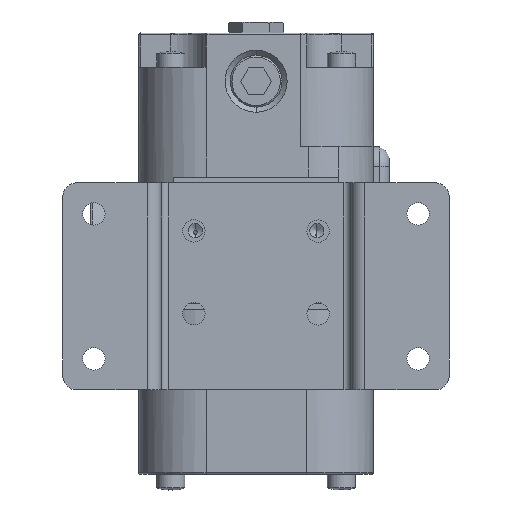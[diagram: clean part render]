
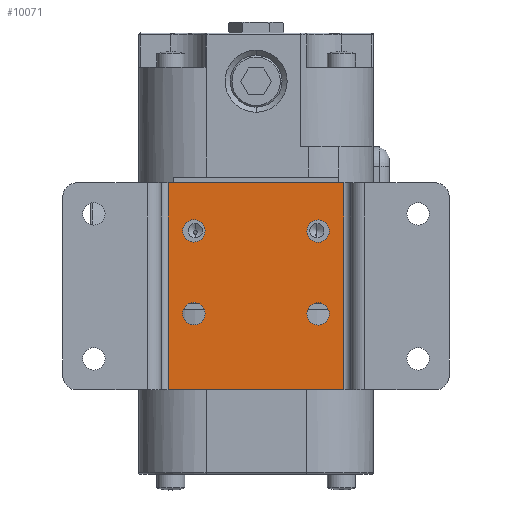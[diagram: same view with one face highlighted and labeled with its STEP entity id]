
A CAD part, front view. The second image highlights one B-rep face of the part: STEP entity #10071.
In plain terms, the highlighted planar face has unit normal (0, -1, 0).
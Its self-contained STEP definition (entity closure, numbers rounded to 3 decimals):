
#3 = ORIENTED_EDGE ( 'NONE', *, *, #10658, .F. ) ;
#159 = DIRECTION ( 'NONE',  ( 0., 0., 1. ) ) ;
#651 = ORIENTED_EDGE ( 'NONE', *, *, #8963, .F. ) ;
#1244 = ORIENTED_EDGE ( 'NONE', *, *, #11420, .F. ) ;
#1487 = EDGE_CURVE ( 'NONE', #5870, #17023, #8712, .T. ) ;
#1634 = CIRCLE ( 'NONE', #12068, 2.579 ) ;
#2154 = ORIENTED_EDGE ( 'NONE', *, *, #21132, .F. ) ;
#2251 = EDGE_LOOP ( 'NONE', ( #22379, #1244 ) ) ;
#3046 = VERTEX_POINT ( 'NONE', #13357 ) ;
#3524 = CARTESIAN_POINT ( 'NONE',  ( 14.264, -30.64, -31.852 ) ) ;
#3618 = VERTEX_POINT ( 'NONE', #18548 ) ;
#3785 = ORIENTED_EDGE ( 'NONE', *, *, #11251, .F. ) ;
#3812 = CARTESIAN_POINT ( 'NONE',  ( 20.218, -30.64, -49.315 ) ) ;
#4164 = AXIS2_PLACEMENT_3D ( 'NONE', #16645, #5087, #20097 ) ;
#4541 = VECTOR ( 'NONE', #10089, 1000. ) ;
#4698 = VECTOR ( 'NONE', #12124, 1000. ) ;
#5087 = DIRECTION ( 'NONE',  ( 0., -1., 0. ) ) ;
#5107 = ORIENTED_EDGE ( 'NONE', *, *, #21308, .F. ) ;
#5870 = VERTEX_POINT ( 'NONE', #3812 ) ;
#5980 = FACE_OUTER_BOUND ( 'NONE', #16338, .T. ) ;
#6047 = CARTESIAN_POINT ( 'NONE',  ( 20.218, -30.64, -1.69 ) ) ;
#6384 = AXIS2_PLACEMENT_3D ( 'NONE', #10254, #25228, #13716 ) ;
#6458 = EDGE_CURVE ( 'NONE', #17023, #3046, #10947, .T. ) ;
#6690 = LINE ( 'NONE', #21663, #4541 ) ;
#6922 = DIRECTION ( 'NONE',  ( 0., -1., 0. ) ) ;
#7115 = CIRCLE ( 'NONE', #22620, 2.579 ) ;
#7342 = DIRECTION ( 'NONE',  ( 0., 0., -1. ) ) ;
#7479 = CARTESIAN_POINT ( 'NONE',  ( 14.264, -30.64, -12.802 ) ) ;
#8712 = LINE ( 'NONE', #23665, #4698 ) ;
#8822 = ORIENTED_EDGE ( 'NONE', *, *, #10474, .T. ) ;
#8963 = EDGE_CURVE ( 'NONE', #24654, #10807, #1634, .T. ) ;
#9416 = FACE_BOUND ( 'NONE', #17239, .T. ) ;
#9778 = DIRECTION ( 'NONE',  ( 0., 0., 1. ) ) ;
#9780 = DIRECTION ( 'NONE',  ( 0., -1., 0. ) ) ;
#10071 = ADVANCED_FACE ( 'NONE', ( #5980, #9416, #12829, #16263, #19702 ), #21823, .T. ) ;
#10089 = DIRECTION ( 'NONE',  ( -1., 0., 0. ) ) ;
#10150 = CARTESIAN_POINT ( 'NONE',  ( 14.264, -30.64, -31.852 ) ) ;
#10163 = CARTESIAN_POINT ( 'NONE',  ( -14.311, -30.64, -29.207 ) ) ;
#10254 = CARTESIAN_POINT ( 'NONE',  ( -0.024, -30.64, -31.535 ) ) ;
#10474 = EDGE_CURVE ( 'NONE', #3046, #21330, #10757, .T. ) ;
#10505 = CARTESIAN_POINT ( 'NONE',  ( -14.311, -30.64, -10.157 ) ) ;
#10658 = EDGE_CURVE ( 'NONE', #14680, #24442, #21321, .T. ) ;
#10677 = CARTESIAN_POINT ( 'NONE',  ( 14.264, -30.64, -15.382 ) ) ;
#10757 = LINE ( 'NONE', #22300, #14732 ) ;
#10807 = VERTEX_POINT ( 'NONE', #10505 ) ;
#10894 = DIRECTION ( 'NONE',  ( 0., 0., 1. ) ) ;
#10945 = CARTESIAN_POINT ( 'NONE',  ( -14.311, -30.64, -12.736 ) ) ;
#10947 = LINE ( 'NONE', #10962, #24214 ) ;
#10962 = CARTESIAN_POINT ( 'NONE',  ( -0.024, -30.64, -1.69 ) ) ;
#11251 = EDGE_CURVE ( 'NONE', #24442, #14680, #7115, .T. ) ;
#11393 = DIRECTION ( 'NONE',  ( -1., 0., 0. ) ) ;
#11420 = EDGE_CURVE ( 'NONE', #20804, #17237, #18594, .T. ) ;
#11747 = AXIS2_PLACEMENT_3D ( 'NONE', #3524, #15099, #159 ) ;
#12068 = AXIS2_PLACEMENT_3D ( 'NONE', #20516, #15822, #15801 ) ;
#12124 = DIRECTION ( 'NONE',  ( 0., 0., 1. ) ) ;
#12829 = FACE_BOUND ( 'NONE', #24689, .T. ) ;
#13357 = CARTESIAN_POINT ( 'NONE',  ( -20.265, -30.64, -1.69 ) ) ;
#13716 = DIRECTION ( 'NONE',  ( 0., 0., 1. ) ) ;
#14388 = DIRECTION ( 'NONE',  ( 0., 0., 1. ) ) ;
#14680 = VERTEX_POINT ( 'NONE', #23500 ) ;
#14732 = VECTOR ( 'NONE', #7342, 1000. ) ;
#15099 = DIRECTION ( 'NONE',  ( 0., -1., 0. ) ) ;
#15739 = EDGE_CURVE ( 'NONE', #5870, #21330, #6690, .T. ) ;
#15801 = DIRECTION ( 'NONE',  ( 0., 0., 1. ) ) ;
#15822 = DIRECTION ( 'NONE',  ( 0., -1., 0. ) ) ;
#16263 = FACE_BOUND ( 'NONE', #17945, .T. ) ;
#16338 = EDGE_LOOP ( 'NONE', ( #22493, #8822, #16944, #24738 ) ) ;
#16645 = CARTESIAN_POINT ( 'NONE',  ( 14.264, -30.64, -12.802 ) ) ;
#16944 = ORIENTED_EDGE ( 'NONE', *, *, #15739, .F. ) ;
#17023 = VERTEX_POINT ( 'NONE', #6047 ) ;
#17237 = VERTEX_POINT ( 'NONE', #25871 ) ;
#17239 = EDGE_LOOP ( 'NONE', ( #3785, #3 ) ) ;
#17323 = CARTESIAN_POINT ( 'NONE',  ( 14.264, -30.64, -34.432 ) ) ;
#17945 = EDGE_LOOP ( 'NONE', ( #2154, #19789 ) ) ;
#17957 = DIRECTION ( 'NONE',  ( 0., 0., 1. ) ) ;
#17975 = DIRECTION ( 'NONE',  ( 0., -1., 0. ) ) ;
#18308 = CARTESIAN_POINT ( 'NONE',  ( -14.311, -30.64, -31.786 ) ) ;
#18407 = AXIS2_PLACEMENT_3D ( 'NONE', #10945, #25893, #14388 ) ;
#18494 = CARTESIAN_POINT ( 'NONE',  ( -14.311, -30.64, -31.786 ) ) ;
#18548 = CARTESIAN_POINT ( 'NONE',  ( 14.264, -30.64, -10.223 ) ) ;
#18594 = CIRCLE ( 'NONE', #23622, 2.579 ) ;
#19652 = CIRCLE ( 'NONE', #11747, 2.579 ) ;
#19702 = FACE_BOUND ( 'NONE', #2251, .T. ) ;
#19789 = ORIENTED_EDGE ( 'NONE', *, *, #20096, .F. ) ;
#20096 = EDGE_CURVE ( 'NONE', #21495, #3618, #20242, .T. ) ;
#20097 = DIRECTION ( 'NONE',  ( 0., 0., 1. ) ) ;
#20218 = AXIS2_PLACEMENT_3D ( 'NONE', #7479, #22422, #10894 ) ;
#20242 = CIRCLE ( 'NONE', #4164, 2.579 ) ;
#20516 = CARTESIAN_POINT ( 'NONE',  ( -14.311, -30.64, -12.736 ) ) ;
#20804 = VERTEX_POINT ( 'NONE', #17323 ) ;
#21132 = EDGE_CURVE ( 'NONE', #3618, #21495, #24899, .T. ) ;
#21308 = EDGE_CURVE ( 'NONE', #10807, #24654, #23059, .T. ) ;
#21321 = CIRCLE ( 'NONE', #26018, 2.579 ) ;
#21330 = VERTEX_POINT ( 'NONE', #24171 ) ;
#21495 = VERTEX_POINT ( 'NONE', #10677 ) ;
#21663 = CARTESIAN_POINT ( 'NONE',  ( -0.024, -30.64, -49.315 ) ) ;
#21823 = PLANE ( 'NONE',  #6384 ) ;
#21900 = DIRECTION ( 'NONE',  ( 0., 0., 1. ) ) ;
#22300 = CARTESIAN_POINT ( 'NONE',  ( -20.265, -30.64, -49.315 ) ) ;
#22379 = ORIENTED_EDGE ( 'NONE', *, *, #23710, .F. ) ;
#22422 = DIRECTION ( 'NONE',  ( 0., -1., 0. ) ) ;
#22493 = ORIENTED_EDGE ( 'NONE', *, *, #6458, .T. ) ;
#22620 = AXIS2_PLACEMENT_3D ( 'NONE', #18308, #17975, #17957 ) ;
#23059 = CIRCLE ( 'NONE', #18407, 2.579 ) ;
#23500 = CARTESIAN_POINT ( 'NONE',  ( -14.311, -30.64, -34.365 ) ) ;
#23622 = AXIS2_PLACEMENT_3D ( 'NONE', #10150, #9780, #9778 ) ;
#23664 = CARTESIAN_POINT ( 'NONE',  ( -14.311, -30.64, -15.315 ) ) ;
#23665 = CARTESIAN_POINT ( 'NONE',  ( 20.218, -30.64, -31.535 ) ) ;
#23710 = EDGE_CURVE ( 'NONE', #17237, #20804, #19652, .T. ) ;
#24171 = CARTESIAN_POINT ( 'NONE',  ( -20.265, -30.64, -49.315 ) ) ;
#24214 = VECTOR ( 'NONE', #11393, 1000. ) ;
#24442 = VERTEX_POINT ( 'NONE', #10163 ) ;
#24654 = VERTEX_POINT ( 'NONE', #23664 ) ;
#24689 = EDGE_LOOP ( 'NONE', ( #5107, #651 ) ) ;
#24738 = ORIENTED_EDGE ( 'NONE', *, *, #1487, .T. ) ;
#24899 = CIRCLE ( 'NONE', #20218, 2.579 ) ;
#25228 = DIRECTION ( 'NONE',  ( 0., -1., 0. ) ) ;
#25871 = CARTESIAN_POINT ( 'NONE',  ( 14.264, -30.64, -29.273 ) ) ;
#25893 = DIRECTION ( 'NONE',  ( 0., -1., 0. ) ) ;
#26018 = AXIS2_PLACEMENT_3D ( 'NONE', #18494, #6922, #21900 ) ;
